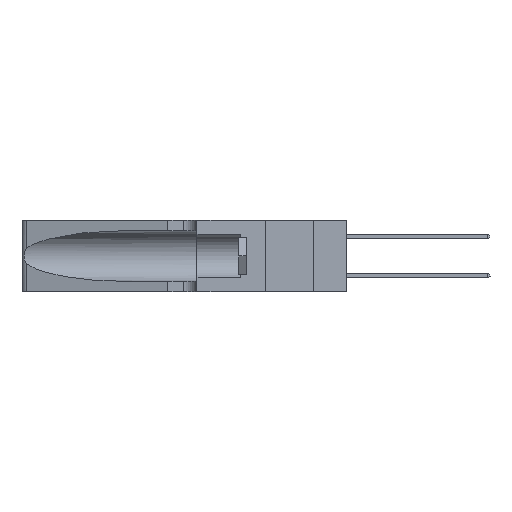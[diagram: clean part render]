
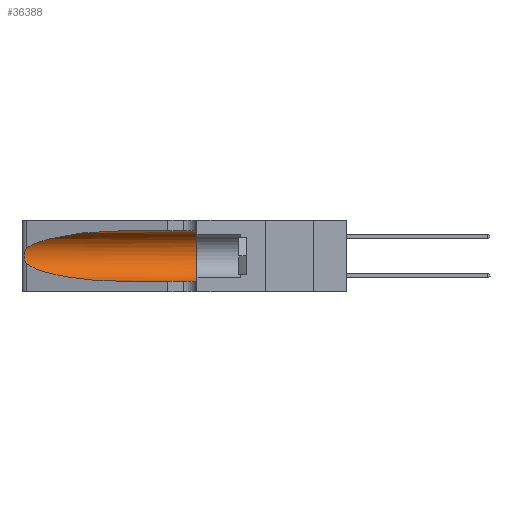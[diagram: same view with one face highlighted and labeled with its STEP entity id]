
A CAD part, left-side view. The second image highlights one B-rep face of the part: STEP entity #36388.
In plain terms, the highlighted cylindrical face has radius 3.308 mm (diameter 6.617 mm), a partial arc.
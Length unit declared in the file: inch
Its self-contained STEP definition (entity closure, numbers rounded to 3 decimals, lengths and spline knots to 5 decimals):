
#522 = EDGE_CURVE ( 'NONE', #41551, #27511, #32830, .T. ) ;
#647 = CARTESIAN_POINT ( 'NONE',  ( 0.1305, 0.35, 0.05475 ) ) ;
#943 = DIRECTION ( 'NONE',  ( 0., -1., 0. ) ) ;
#1066 = CARTESIAN_POINT ( 'NONE',  ( 0.25487, 1.22718, 0.14631 ) ) ;
#1168 = DIRECTION ( 'NONE',  ( 0., 0., 1. ) ) ;
#1334 = CARTESIAN_POINT ( 'NONE',  ( 0.26075, 1.23896, 0.178 ) ) ;
#1370 = EDGE_CURVE ( 'NONE', #33199, #21973, #39166, .T. ) ;
#2357 = CYLINDRICAL_SURFACE ( 'NONE', #16565, 0.13025 ) ;
#2732 = ORIENTED_EDGE ( 'NONE', *, *, #35758, .T. ) ;
#3200 = CARTESIAN_POINT ( 'NONE',  ( 0.25487, 1.22718, 0.22369 ) ) ;
#4837 = CARTESIAN_POINT ( 'NONE',  ( 0.18966, 0.96281, 0.05475 ) ) ;
#4928 = CARTESIAN_POINT ( 'NONE',  ( 0.1305, 1.61858, 0.05475 ) ) ;
#5113 = CARTESIAN_POINT ( 'NONE',  ( 0.25856, 1.23593, 0.16098 ) ) ;
#5379 = VERTEX_POINT ( 'NONE', #14639 ) ;
#8674 = DIRECTION ( 'NONE',  ( 0., -1., 0. ) ) ;
#8683 = CARTESIAN_POINT ( 'NONE',  ( 0.25555, 1.22994, 0.2215 ) ) ;
#8843 = CARTESIAN_POINT ( 'NONE',  ( 0.25639, 1.23186, 0.15144 ) ) ;
#9953 = ORIENTED_EDGE ( 'NONE', *, *, #30598, .F. ) ;
#12034 = CARTESIAN_POINT ( 'NONE',  ( 0.1305, 1.61858, 0.185 ) ) ;
#12581 = CARTESIAN_POINT ( 'NONE',  ( 0.25487, 1.22718, 0.14631 ) ) ;
#13608 = EDGE_LOOP ( 'NONE', ( #19681, #35238, #27229, #2732, #38970, #9953 ) ) ;
#14639 = CARTESIAN_POINT ( 'NONE',  ( 0.1305, 0.72297, 0.05475 ) ) ;
#15110 = AXIS2_PLACEMENT_3D ( 'NONE', #45231, #23370, #1168 ) ;
#15415 = VECTOR ( 'NONE', #28917, 39.37008 ) ;
#16152 = CARTESIAN_POINT ( 'NONE',  ( 0.25639, 1.23184, 0.21858 ) ) ;
#16565 = AXIS2_PLACEMENT_3D ( 'NONE', #12034, #943, #26835 ) ;
#18515 = EDGE_CURVE ( 'NONE', #27511, #27957, #46227, .T. ) ;
#19681 = ORIENTED_EDGE ( 'NONE', *, *, #522, .T. ) ;
#19879 = CARTESIAN_POINT ( 'NONE',  ( 0.25854, 1.2359, 0.20912 ) ) ;
#20948 = CARTESIAN_POINT ( 'NONE',  ( 0.1305, 0.35, 0.31525 ) ) ;
#21582 = VECTOR ( 'NONE', #8674, 39.37008 ) ;
#21973 = VERTEX_POINT ( 'NONE', #647 ) ;
#23261 = CARTESIAN_POINT ( 'NONE',  ( 0.2373, 1.15595, 0.08982 ) ) ;
#23370 = DIRECTION ( 'NONE',  ( 0., 1., 0. ) ) ;
#23534 = CARTESIAN_POINT ( 'NONE',  ( 0.26075, 1.23896, 0.19203 ) ) ;
#24401 = FACE_OUTER_BOUND ( 'NONE', #13608, .T. ) ;
#25219 = LINE ( 'NONE', #39771, #15415 ) ;
#25375 = CARTESIAN_POINT ( 'NONE',  ( 0.1305, 0.72297, 0.31525 ) ) ;
#26835 = DIRECTION ( 'NONE',  ( 0., 0., -1. ) ) ;
#27214 = CARTESIAN_POINT ( 'NONE',  ( 0.26017, 1.23833, 0.17102 ) ) ;
#27227 = CARTESIAN_POINT ( 'NONE',  ( 0.25487, 1.22718, 0.14631 ) ) ;
#27229 = ORIENTED_EDGE ( 'NONE', *, *, #28945, .T. ) ;
#27511 = VERTEX_POINT ( 'NONE', #43076 ) ;
#27957 = VERTEX_POINT ( 'NONE', #27227 ) ;
#28890 = CARTESIAN_POINT ( 'NONE',  ( 0.2373, 1.15595, 0.28018 ) ) ;
#28917 = DIRECTION ( 'NONE',  ( 0., -1., 0. ) ) ;
#28945 = EDGE_CURVE ( 'NONE', #27957, #5379, #42728, .T. ) ;
#30598 = EDGE_CURVE ( 'NONE', #41551, #33199, #25219, .T. ) ;
#30674 = CARTESIAN_POINT ( 'NONE',  ( 0.1305, 0.72297, 0.05475 ) ) ;
#30931 = CARTESIAN_POINT ( 'NONE',  ( 0.25789, 1.23486, 0.15765 ) ) ;
#31357 = LINE ( 'NONE', #4928, #21582 ) ;
#31876 = CARTESIAN_POINT ( 'NONE',  ( 0.1305, 0.72297, 0.31525 ) ) ;
#32830 =( BOUNDED_CURVE ( )  B_SPLINE_CURVE ( 3, ( #25375, #47205, #28890, #3200 ),
 .UNSPECIFIED., .F., .F. ) 
 B_SPLINE_CURVE_WITH_KNOTS ( ( 4, 4 ),
 ( 1.5708, 2.84003 ),
 .UNSPECIFIED. ) 
 CURVE ( )  GEOMETRIC_REPRESENTATION_ITEM ( )  RATIONAL_B_SPLINE_CURVE ( ( 1., 0.87, 0.87, 1. ) ) 
 REPRESENTATION_ITEM ( '' )  );
#33199 = VERTEX_POINT ( 'NONE', #20948 ) ;
#34456 = CARTESIAN_POINT ( 'NONE',  ( 0.25487, 1.22718, 0.22369 ) ) ;
#34605 = CARTESIAN_POINT ( 'NONE',  ( 0.25555, 1.22993, 0.14849 ) ) ;
#35238 = ORIENTED_EDGE ( 'NONE', *, *, #18515, .T. ) ;
#35758 = EDGE_CURVE ( 'NONE', #5379, #21973, #31357, .T. ) ;
#36388 = ADVANCED_FACE ( 'NONE', ( #24401 ), #2357, .F. ) ;
#38970 = ORIENTED_EDGE ( 'NONE', *, *, #1370, .F. ) ;
#39166 = CIRCLE ( 'NONE', #15110, 0.13025 ) ;
#39771 = CARTESIAN_POINT ( 'NONE',  ( 0.1305, 1.61858, 0.31525 ) ) ;
#41551 = VERTEX_POINT ( 'NONE', #31876 ) ;
#41753 = CARTESIAN_POINT ( 'NONE',  ( 0.25787, 1.23484, 0.2124 ) ) ;
#42728 =( BOUNDED_CURVE ( )  B_SPLINE_CURVE ( 3, ( #1066, #23261, #4837, #30674 ),
 .UNSPECIFIED., .F., .T. ) 
 B_SPLINE_CURVE_WITH_KNOTS ( ( 4, 4 ),
 ( 3.44316, 4.71239 ),
 .UNSPECIFIED. ) 
 CURVE ( )  GEOMETRIC_REPRESENTATION_ITEM ( )  RATIONAL_B_SPLINE_CURVE ( ( 1., 0.87, 0.87, 1. ) ) 
 REPRESENTATION_ITEM ( '' )  );
#43076 = CARTESIAN_POINT ( 'NONE',  ( 0.25487, 1.22718, 0.22369 ) ) ;
#45231 = CARTESIAN_POINT ( 'NONE',  ( 0.1305, 0.35, 0.185 ) ) ;
#45390 = CARTESIAN_POINT ( 'NONE',  ( 0.26018, 1.23835, 0.19895 ) ) ;
#46227 = B_SPLINE_CURVE_WITH_KNOTS ( 'NONE', 3,
 ( #34456, #8683, #16152, #41753, #19879, #45390, #23534, #1334, #27214, #5113, #30931, #8843, #34605, #12581 ),
 .UNSPECIFIED., .F., .F.,
 ( 4, 2, 2, 2, 2, 2, 4 ),
 ( 0., 0.00027, 0.00053, 0.00107, 0.0016, 0.00187, 0.00214 ),
 .UNSPECIFIED. ) ;
#47205 = CARTESIAN_POINT ( 'NONE',  ( 0.18966, 0.96281, 0.31525 ) ) ;
